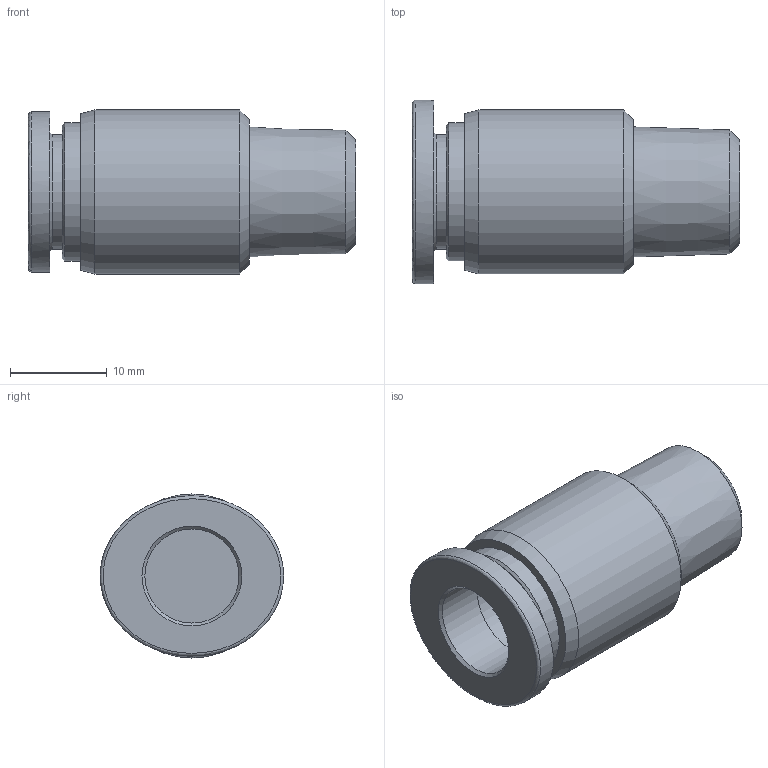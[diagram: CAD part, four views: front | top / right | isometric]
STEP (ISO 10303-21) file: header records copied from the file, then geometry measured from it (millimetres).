
FILE_DESCRIPTION((''),'2;1');
FILE_NAME('POC 3_8-N02U.stp','2016-10-17T14:21:38',('Administrator'),(''),'Autodesk Inventor 2013','Autodesk Inventor 2013','');
FILE_SCHEMA(('CONFIG_CONTROL_DESIGN'));
Length unit declared in the file: millimetre
Products named in the file (3): POC 3_8-N02U; NOC 3_8-NPT1_4 BODY; SLEEVE N3_8C
Assembly tree (2 placements, depth 2):
  POC 3_8-N02U
    NOC 3_8-NPT1_4 BODY
    SLEEVE N3_8C
Bounding box: 33.9 x 18.99 x 17 mm (x, y, z)
Volume: 4831.7 mm3; surface area: 3069.2 mm2
Topology: 2 solids, 2 shells, 22 faces, 35 edges, 21 vertices
Faces by surface type: plane 8, cone 7, cylinder 5, bspline 2
Full cylindrical faces by diameter (mm): 9.75 x2, 11.9 x1, 14.3 x1, 17 x1
Entity records: 632 total; most frequent: CARTESIAN_POINT 189, DIRECTION 90, AXIS2_PLACEMENT_3D 45, ORIENTED_EDGE 44, EDGE_LOOP 41, EDGE_CURVE 22, FACE_OUTER_BOUND 22, ADVANCED_FACE 22
